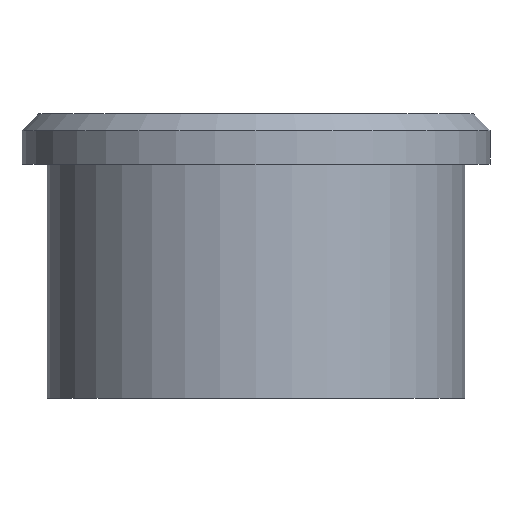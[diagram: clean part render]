
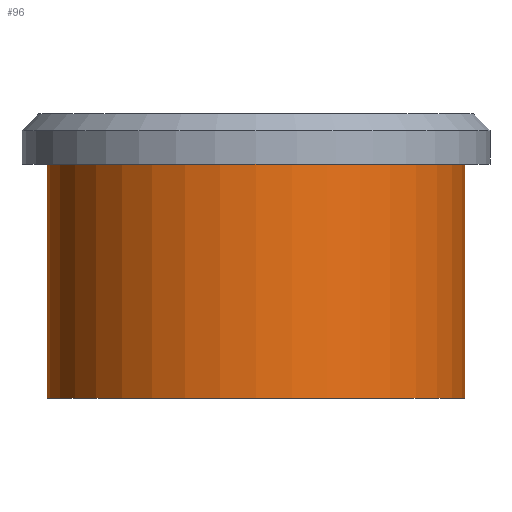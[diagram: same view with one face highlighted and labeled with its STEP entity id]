
A CAD part, front view. The second image highlights one B-rep face of the part: STEP entity #96.
In plain terms, the highlighted cylindrical face has radius 12.5 mm (diameter 25 mm), a partial arc.
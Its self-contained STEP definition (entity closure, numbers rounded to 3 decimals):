
#92=VERTEX_POINT('',#212);
#96=ADVANCED_FACE('',(#216),#217,.T.);
#130=EDGE_CURVE('',#134,#144,#251,.T.);
#134=VERTEX_POINT('',#256);
#140=EDGE_CURVE('',#144,#148,#263,.T.);
#144=VERTEX_POINT('',#267);
#148=VERTEX_POINT('',#272);
#160=EDGE_CURVE('',#92,#148,#285,.T.);
#164=EDGE_CURVE('',#92,#134,#290,.T.);
#212=CARTESIAN_POINT('',(12.5,0.,0.));
#216=FACE_OUTER_BOUND('',#335,.T.);
#217=CYLINDRICAL_SURFACE('',#336,12.5);
#251=CIRCLE('',#386,12.5);
#256=CARTESIAN_POINT('',(12.5,0.,-14.0));
#263=LINE('',#398,#399);
#267=CARTESIAN_POINT('',(-12.5,0.,-14.0));
#272=CARTESIAN_POINT('',(-12.5,0.,0.));
#285=CIRCLE('',#426,12.5);
#290=LINE('',#432,#433);
#335=EDGE_LOOP('',(#489,#490,#491,#492));
#336=AXIS2_PLACEMENT_3D('',#493,#494,#495);
#386=AXIS2_PLACEMENT_3D('',#521,#522,#523);
#398=CARTESIAN_POINT('',(-12.5,0.,-7.));
#399=VECTOR('',#541,1.0);
#426=AXIS2_PLACEMENT_3D('',#565,#566,#567);
#432=CARTESIAN_POINT('',(12.5,0.,-7.));
#433=VECTOR('',#576,1.0);
#489=ORIENTED_EDGE('',*,*,#164,.F.);
#490=ORIENTED_EDGE('',*,*,#160,.T.);
#491=ORIENTED_EDGE('',*,*,#140,.F.);
#492=ORIENTED_EDGE('',*,*,#130,.F.);
#493=CARTESIAN_POINT('',(0.0,0.,-7.));
#494=DIRECTION('',(-0.0,-0.0,1.0));
#495=DIRECTION('',(1.0,0.,0.0));
#521=CARTESIAN_POINT('',(0.0,0.,-14.0));
#522=DIRECTION('',(0.0,0.0,-1.0));
#523=DIRECTION('',(1.0,0.,0.0));
#541=DIRECTION('',(-0.0,-0.0,1.0));
#565=CARTESIAN_POINT('',(0.0,0.,0.));
#566=DIRECTION('',(0.0,0.0,-1.0));
#567=DIRECTION('',(1.0,0.,0.0));
#576=DIRECTION('',(0.0,0.0,-1.0));
